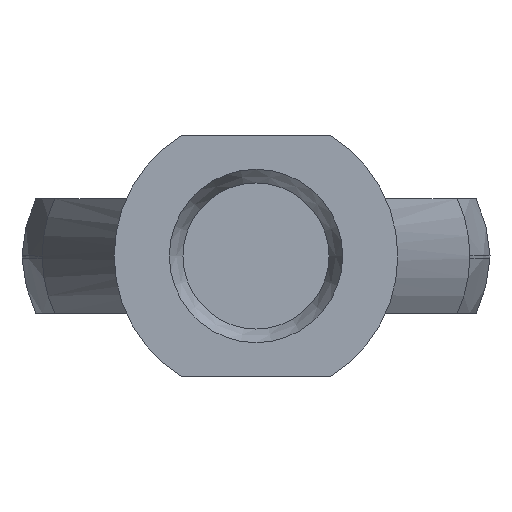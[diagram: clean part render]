
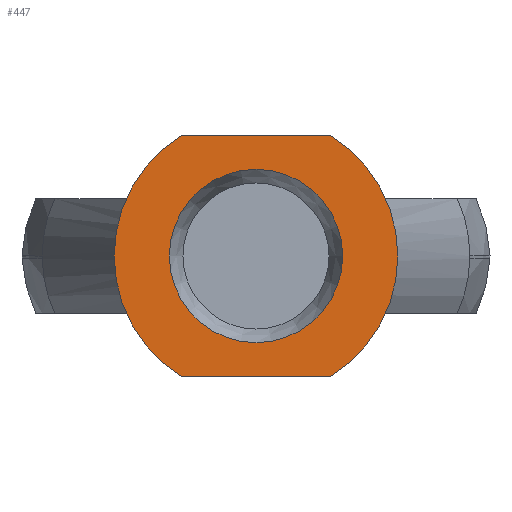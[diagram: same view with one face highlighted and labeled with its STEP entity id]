
A CAD part, front view. The second image highlights one B-rep face of the part: STEP entity #447.
In plain terms, the highlighted planar face has unit normal (0, -1, 0).
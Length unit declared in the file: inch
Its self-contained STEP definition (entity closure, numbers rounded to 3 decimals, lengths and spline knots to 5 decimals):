
#29=PLANE($,#492);
#57=LINE($,#894,#81);
#61=LINE($,#903,#85);
#81=VECTOR($,#582,0.53817);
#85=VECTOR($,#592,0.53817);
#111=FACE_BOUND($,#164,.T.);
#132=FACE_OUTER_BOUND($,#163,.T.);
#163=EDGE_LOOP($,(#394,#395,#396,#397));
#164=EDGE_LOOP($,(#398));
#183=CIRCLE($,#480,0.3125);
#186=CIRCLE($,#488,0.5115);
#187=CIRCLE($,#491,0.5115);
#228=VERTEX_POINT($,#881);
#231=VERTEX_POINT($,#891);
#232=VERTEX_POINT($,#893);
#233=VERTEX_POINT($,#897);
#234=VERTEX_POINT($,#901);
#283=EDGE_CURVE($,#228,#228,#183,.T.);
#287=EDGE_CURVE($,#231,#232,#57,.T.);
#290=EDGE_CURVE($,#233,#231,#186,.T.);
#292=EDGE_CURVE($,#234,#233,#61,.T.);
#293=EDGE_CURVE($,#232,#234,#187,.T.);
#394=ORIENTED_EDGE($,*,*,#293,.F.);
#395=ORIENTED_EDGE($,*,*,#287,.F.);
#396=ORIENTED_EDGE($,*,*,#290,.F.);
#397=ORIENTED_EDGE($,*,*,#292,.F.);
#398=ORIENTED_EDGE($,*,*,#283,.T.);
#447=ADVANCED_FACE($,(#132,#111),#29,.F.);
#480=AXIS2_PLACEMENT_3D($,#882,#567,#568);
#488=AXIS2_PLACEMENT_3D($,#899,#587,#588);
#491=AXIS2_PLACEMENT_3D($,#905,#595,#596);
#492=AXIS2_PLACEMENT_3D($,#906,#597,#598);
#567=DIRECTION('center_axis',(0.,1.,0.));
#568=DIRECTION('ref_axis',(-1.,0.,0.));
#582=DIRECTION($,(-1.,0.,0.));
#587=DIRECTION('center_axis',(0.,1.,0.));
#588=DIRECTION('ref_axis',(1.,0.,0.));
#592=DIRECTION($,(1.,0.,0.));
#595=DIRECTION('center_axis',(0.,1.,0.));
#596=DIRECTION('ref_axis',(1.,0.,0.));
#597=DIRECTION('center_axis',(0.,1.,0.));
#598=DIRECTION('ref_axis',(0.,0.,1.));
#881=CARTESIAN_POINT('',(-0.5939,-1.97369,0.24095));
#882=CARTESIAN_POINT('Origin',(-0.2814,-1.97369,0.24095));
#891=CARTESIAN_POINT('',(-0.01231,-1.97369,-0.19405));
#893=CARTESIAN_POINT('',(-0.55049,-1.97369,-0.19405));
#894=CARTESIAN_POINT($,(-0.01231,-1.97369,-0.19405));
#897=CARTESIAN_POINT('',(-0.01231,-1.97369,0.67595));
#899=CARTESIAN_POINT('Origin',(-0.2814,-1.97369,0.24095));
#901=CARTESIAN_POINT('',(-0.55049,-1.97369,0.67595));
#903=CARTESIAN_POINT($,(-0.55049,-1.97369,0.67595));
#905=CARTESIAN_POINT('Origin',(-0.2814,-1.97369,0.24095));
#906=CARTESIAN_POINT('Origin',(-0.2814,-1.97369,0.24095));
